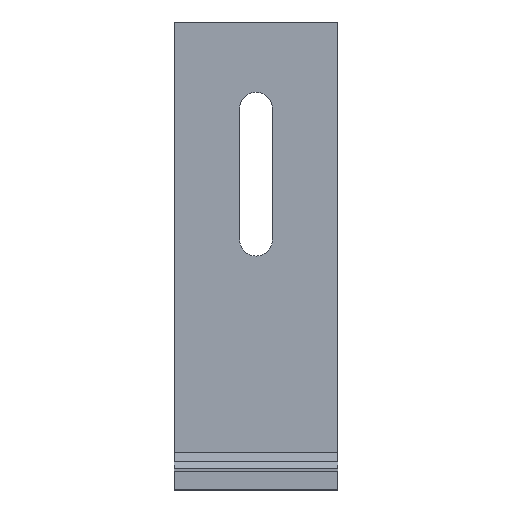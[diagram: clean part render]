
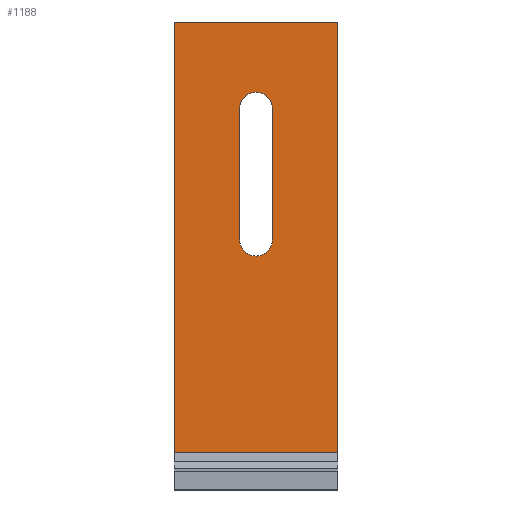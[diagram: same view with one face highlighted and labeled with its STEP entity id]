
A CAD part, top view. The second image highlights one B-rep face of the part: STEP entity #1188.
In plain terms, the highlighted planar face has unit normal (0, 0, 1).
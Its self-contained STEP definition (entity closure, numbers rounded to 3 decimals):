
#44 = PLANE('',#45);
#45 = AXIS2_PLACEMENT_3D('',#46,#47,#48);
#46 = CARTESIAN_POINT('',(465.,2039.935,10.768));
#47 = DIRECTION('',(-1.,0.,0.));
#48 = DIRECTION('',(0.,1.,-0.));
#72 = PLANE('',#73);
#73 = AXIS2_PLACEMENT_3D('',#74,#75,#76);
#74 = CARTESIAN_POINT('',(500.,2200.,4.));
#75 = DIRECTION('',(0.,1.,0.));
#76 = DIRECTION('',(-1.,0.,0.));
#100 = PLANE('',#101);
#101 = AXIS2_PLACEMENT_3D('',#102,#103,#104);
#102 = CARTESIAN_POINT('',(535.,2039.935,10.768));
#103 = DIRECTION('',(1.,0.,0.));
#104 = DIRECTION('',(0.,-1.,0.));
#158 = PLANE('',#159);
#159 = AXIS2_PLACEMENT_3D('',#160,#161,#162);
#160 = CARTESIAN_POINT('',(493.,2163.,8.1));
#161 = DIRECTION('',(-1.,0.,0.));
#162 = DIRECTION('',(0.,-1.,0.));
#191 = CYLINDRICAL_SURFACE('',#192,7.);
#192 = AXIS2_PLACEMENT_3D('',#193,#194,#195);
#193 = CARTESIAN_POINT('',(500.,2107.,8.1));
#194 = DIRECTION('',(0.,0.,1.));
#195 = DIRECTION('',(-1.,0.,0.));
#218 = PLANE('',#219);
#219 = AXIS2_PLACEMENT_3D('',#220,#221,#222);
#220 = CARTESIAN_POINT('',(507.,2107.,8.1));
#221 = DIRECTION('',(1.,0.,0.));
#222 = DIRECTION('',(0.,1.,0.));
#249 = CYLINDRICAL_SURFACE('',#250,7.);
#250 = AXIS2_PLACEMENT_3D('',#251,#252,#253);
#251 = CARTESIAN_POINT('',(500.,2163.,8.1));
#252 = DIRECTION('',(0.,0.,1.));
#253 = DIRECTION('',(1.,0.,0.));
#350 = VERTEX_POINT('',#351);
#351 = CARTESIAN_POINT('',(465.,2016.,8.));
#365 = PLANE('',#366);
#366 = AXIS2_PLACEMENT_3D('',#367,#368,#369);
#367 = CARTESIAN_POINT('',(500.,2014.,8.536));
#368 = DIRECTION('',(0.,0.259,0.966));
#369 = DIRECTION('',(0.,0.966,-0.259));
#377 = EDGE_CURVE('',#378,#350,#380,.T.);
#378 = VERTEX_POINT('',#379);
#379 = CARTESIAN_POINT('',(465.,2200.,8.));
#380 = SURFACE_CURVE('',#381,(#385,#392),.PCURVE_S1.);
#381 = LINE('',#382,#383);
#382 = CARTESIAN_POINT('',(465.,2200.,8.));
#383 = VECTOR('',#384,1.);
#384 = DIRECTION('',(0.,-1.,0.));
#385 = PCURVE('',#44,#386);
#386 = DEFINITIONAL_REPRESENTATION('',(#387),#391);
#387 = LINE('',#388,#389);
#388 = CARTESIAN_POINT('',(160.065,2.768));
#389 = VECTOR('',#390,1.);
#390 = DIRECTION('',(-1.,0.));
#391 = ( GEOMETRIC_REPRESENTATION_CONTEXT(2) 
PARAMETRIC_REPRESENTATION_CONTEXT() REPRESENTATION_CONTEXT('2D SPACE',''
  ) );
#392 = PCURVE('',#393,#398);
#393 = PLANE('',#394);
#394 = AXIS2_PLACEMENT_3D('',#395,#396,#397);
#395 = CARTESIAN_POINT('',(500.,2108.,8.));
#396 = DIRECTION('',(0.,0.,1.));
#397 = DIRECTION('',(0.,1.,0.));
#398 = DEFINITIONAL_REPRESENTATION('',(#399),#403);
#399 = LINE('',#400,#401);
#400 = CARTESIAN_POINT('',(92.,35.));
#401 = VECTOR('',#402,1.);
#402 = DIRECTION('',(-1.,0.));
#403 = ( GEOMETRIC_REPRESENTATION_CONTEXT(2) 
PARAMETRIC_REPRESENTATION_CONTEXT() REPRESENTATION_CONTEXT('2D SPACE',''
  ) );
#564 = EDGE_CURVE('',#565,#378,#567,.T.);
#565 = VERTEX_POINT('',#566);
#566 = CARTESIAN_POINT('',(535.,2200.,8.));
#567 = SURFACE_CURVE('',#568,(#572,#579),.PCURVE_S1.);
#568 = LINE('',#569,#570);
#569 = CARTESIAN_POINT('',(535.,2200.,8.));
#570 = VECTOR('',#571,1.);
#571 = DIRECTION('',(-1.,0.,0.));
#572 = PCURVE('',#72,#573);
#573 = DEFINITIONAL_REPRESENTATION('',(#574),#578);
#574 = LINE('',#575,#576);
#575 = CARTESIAN_POINT('',(-35.,4.));
#576 = VECTOR('',#577,1.);
#577 = DIRECTION('',(1.,0.));
#578 = ( GEOMETRIC_REPRESENTATION_CONTEXT(2) 
PARAMETRIC_REPRESENTATION_CONTEXT() REPRESENTATION_CONTEXT('2D SPACE',''
  ) );
#579 = PCURVE('',#393,#580);
#580 = DEFINITIONAL_REPRESENTATION('',(#581),#585);
#581 = LINE('',#582,#583);
#582 = CARTESIAN_POINT('',(92.,-35.));
#583 = VECTOR('',#584,1.);
#584 = DIRECTION('',(-0.,1.));
#585 = ( GEOMETRIC_REPRESENTATION_CONTEXT(2) 
PARAMETRIC_REPRESENTATION_CONTEXT() REPRESENTATION_CONTEXT('2D SPACE',''
  ) );
#733 = EDGE_CURVE('',#565,#734,#736,.T.);
#734 = VERTEX_POINT('',#735);
#735 = CARTESIAN_POINT('',(535.,2016.,8.));
#736 = SURFACE_CURVE('',#737,(#741,#748),.PCURVE_S1.);
#737 = LINE('',#738,#739);
#738 = CARTESIAN_POINT('',(535.,2200.,8.));
#739 = VECTOR('',#740,1.);
#740 = DIRECTION('',(0.,-1.,0.));
#741 = PCURVE('',#100,#742);
#742 = DEFINITIONAL_REPRESENTATION('',(#743),#747);
#743 = LINE('',#744,#745);
#744 = CARTESIAN_POINT('',(-160.065,2.768));
#745 = VECTOR('',#746,1.);
#746 = DIRECTION('',(1.,0.));
#747 = ( GEOMETRIC_REPRESENTATION_CONTEXT(2) 
PARAMETRIC_REPRESENTATION_CONTEXT() REPRESENTATION_CONTEXT('2D SPACE',''
  ) );
#748 = PCURVE('',#393,#749);
#749 = DEFINITIONAL_REPRESENTATION('',(#750),#754);
#750 = LINE('',#751,#752);
#751 = CARTESIAN_POINT('',(92.,-35.));
#752 = VECTOR('',#753,1.);
#753 = DIRECTION('',(-1.,0.));
#754 = ( GEOMETRIC_REPRESENTATION_CONTEXT(2) 
PARAMETRIC_REPRESENTATION_CONTEXT() REPRESENTATION_CONTEXT('2D SPACE',''
  ) );
#872 = EDGE_CURVE('',#873,#875,#877,.T.);
#873 = VERTEX_POINT('',#874);
#874 = CARTESIAN_POINT('',(493.,2163.,8.));
#875 = VERTEX_POINT('',#876);
#876 = CARTESIAN_POINT('',(493.,2107.,8.));
#877 = SURFACE_CURVE('',#878,(#882,#889),.PCURVE_S1.);
#878 = LINE('',#879,#880);
#879 = CARTESIAN_POINT('',(493.,2135.5,8.));
#880 = VECTOR('',#881,1.);
#881 = DIRECTION('',(0.,-1.,0.));
#882 = PCURVE('',#158,#883);
#883 = DEFINITIONAL_REPRESENTATION('',(#884),#888);
#884 = LINE('',#885,#886);
#885 = CARTESIAN_POINT('',(27.5,-0.1));
#886 = VECTOR('',#887,1.);
#887 = DIRECTION('',(1.,0.));
#888 = ( GEOMETRIC_REPRESENTATION_CONTEXT(2) 
PARAMETRIC_REPRESENTATION_CONTEXT() REPRESENTATION_CONTEXT('2D SPACE',''
  ) );
#889 = PCURVE('',#393,#890);
#890 = DEFINITIONAL_REPRESENTATION('',(#891),#895);
#891 = LINE('',#892,#893);
#892 = CARTESIAN_POINT('',(27.5,7.));
#893 = VECTOR('',#894,1.);
#894 = DIRECTION('',(-1.,0.));
#895 = ( GEOMETRIC_REPRESENTATION_CONTEXT(2) 
PARAMETRIC_REPRESENTATION_CONTEXT() REPRESENTATION_CONTEXT('2D SPACE',''
  ) );
#941 = EDGE_CURVE('',#942,#873,#944,.T.);
#942 = VERTEX_POINT('',#943);
#943 = CARTESIAN_POINT('',(507.,2163.,8.));
#944 = SURFACE_CURVE('',#945,(#950,#956),.PCURVE_S1.);
#945 = CIRCLE('',#946,7.);
#946 = AXIS2_PLACEMENT_3D('',#947,#948,#949);
#947 = CARTESIAN_POINT('',(500.,2163.,8.));
#948 = DIRECTION('',(0.,0.,1.));
#949 = DIRECTION('',(1.,0.,0.));
#950 = PCURVE('',#249,#951);
#951 = DEFINITIONAL_REPRESENTATION('',(#952),#955);
#952 = B_SPLINE_CURVE_WITH_KNOTS('',1,(#953,#954),.UNSPECIFIED.,.F.,.F.,
  (2,2),(0.,3.142),.PIECEWISE_BEZIER_KNOTS.);
#953 = CARTESIAN_POINT('',(-6.283,-0.1));
#954 = CARTESIAN_POINT('',(-3.142,-0.1));
#955 = ( GEOMETRIC_REPRESENTATION_CONTEXT(2) 
PARAMETRIC_REPRESENTATION_CONTEXT() REPRESENTATION_CONTEXT('2D SPACE',''
  ) );
#956 = PCURVE('',#393,#957);
#957 = DEFINITIONAL_REPRESENTATION('',(#958),#962);
#958 = CIRCLE('',#959,7.);
#959 = AXIS2_PLACEMENT_2D('',#960,#961);
#960 = CARTESIAN_POINT('',(55.,0.));
#961 = DIRECTION('',(0.,-1.));
#962 = ( GEOMETRIC_REPRESENTATION_CONTEXT(2) 
PARAMETRIC_REPRESENTATION_CONTEXT() REPRESENTATION_CONTEXT('2D SPACE',''
  ) );
#989 = EDGE_CURVE('',#990,#942,#992,.T.);
#990 = VERTEX_POINT('',#991);
#991 = CARTESIAN_POINT('',(507.,2107.,8.));
#992 = SURFACE_CURVE('',#993,(#997,#1004),.PCURVE_S1.);
#993 = LINE('',#994,#995);
#994 = CARTESIAN_POINT('',(507.,2107.5,8.));
#995 = VECTOR('',#996,1.);
#996 = DIRECTION('',(0.,1.,0.));
#997 = PCURVE('',#218,#998);
#998 = DEFINITIONAL_REPRESENTATION('',(#999),#1003);
#999 = LINE('',#1000,#1001);
#1000 = CARTESIAN_POINT('',(0.5,-0.1));
#1001 = VECTOR('',#1002,1.);
#1002 = DIRECTION('',(1.,0.));
#1003 = ( GEOMETRIC_REPRESENTATION_CONTEXT(2) 
PARAMETRIC_REPRESENTATION_CONTEXT() REPRESENTATION_CONTEXT('2D SPACE',''
  ) );
#1004 = PCURVE('',#393,#1005);
#1005 = DEFINITIONAL_REPRESENTATION('',(#1006),#1010);
#1006 = LINE('',#1007,#1008);
#1007 = CARTESIAN_POINT('',(-0.5,-7.));
#1008 = VECTOR('',#1009,1.);
#1009 = DIRECTION('',(1.,0.));
#1010 = ( GEOMETRIC_REPRESENTATION_CONTEXT(2) 
PARAMETRIC_REPRESENTATION_CONTEXT() REPRESENTATION_CONTEXT('2D SPACE',''
  ) );
#1037 = EDGE_CURVE('',#875,#990,#1038,.T.);
#1038 = SURFACE_CURVE('',#1039,(#1044,#1050),.PCURVE_S1.);
#1039 = CIRCLE('',#1040,7.);
#1040 = AXIS2_PLACEMENT_3D('',#1041,#1042,#1043);
#1041 = CARTESIAN_POINT('',(500.,2107.,8.));
#1042 = DIRECTION('',(0.,0.,1.));
#1043 = DIRECTION('',(-1.,0.,0.));
#1044 = PCURVE('',#191,#1045);
#1045 = DEFINITIONAL_REPRESENTATION('',(#1046),#1049);
#1046 = B_SPLINE_CURVE_WITH_KNOTS('',1,(#1047,#1048),.UNSPECIFIED.,.F.,
  .F.,(2,2),(0.,3.142),.PIECEWISE_BEZIER_KNOTS.);
#1047 = CARTESIAN_POINT('',(-6.283,-0.1));
#1048 = CARTESIAN_POINT('',(-3.142,-0.1));
#1049 = ( GEOMETRIC_REPRESENTATION_CONTEXT(2) 
PARAMETRIC_REPRESENTATION_CONTEXT() REPRESENTATION_CONTEXT('2D SPACE',''
  ) );
#1050 = PCURVE('',#393,#1051);
#1051 = DEFINITIONAL_REPRESENTATION('',(#1052),#1056);
#1052 = CIRCLE('',#1053,7.);
#1053 = AXIS2_PLACEMENT_2D('',#1054,#1055);
#1054 = CARTESIAN_POINT('',(-1.,0.));
#1055 = DIRECTION('',(-0.,1.));
#1056 = ( GEOMETRIC_REPRESENTATION_CONTEXT(2) 
PARAMETRIC_REPRESENTATION_CONTEXT() REPRESENTATION_CONTEXT('2D SPACE',''
  ) );
#1166 = EDGE_CURVE('',#350,#734,#1167,.T.);
#1167 = SURFACE_CURVE('',#1168,(#1172,#1179),.PCURVE_S1.);
#1168 = LINE('',#1169,#1170);
#1169 = CARTESIAN_POINT('',(465.,2016.,8.));
#1170 = VECTOR('',#1171,1.);
#1171 = DIRECTION('',(1.,0.,0.));
#1172 = PCURVE('',#365,#1173);
#1173 = DEFINITIONAL_REPRESENTATION('',(#1174),#1178);
#1174 = LINE('',#1175,#1176);
#1175 = CARTESIAN_POINT('',(2.071,35.));
#1176 = VECTOR('',#1177,1.);
#1177 = DIRECTION('',(0.,-1.));
#1178 = ( GEOMETRIC_REPRESENTATION_CONTEXT(2) 
PARAMETRIC_REPRESENTATION_CONTEXT() REPRESENTATION_CONTEXT('2D SPACE',''
  ) );
#1179 = PCURVE('',#393,#1180);
#1180 = DEFINITIONAL_REPRESENTATION('',(#1181),#1185);
#1181 = LINE('',#1182,#1183);
#1182 = CARTESIAN_POINT('',(-92.,35.));
#1183 = VECTOR('',#1184,1.);
#1184 = DIRECTION('',(0.,-1.));
#1185 = ( GEOMETRIC_REPRESENTATION_CONTEXT(2) 
PARAMETRIC_REPRESENTATION_CONTEXT() REPRESENTATION_CONTEXT('2D SPACE',''
  ) );
#1188 = ADVANCED_FACE('',(#1189,#1195),#393,.T.);
#1189 = FACE_BOUND('',#1190,.T.);
#1190 = EDGE_LOOP('',(#1191,#1192,#1193,#1194));
#1191 = ORIENTED_EDGE('',*,*,#733,.F.);
#1192 = ORIENTED_EDGE('',*,*,#564,.T.);
#1193 = ORIENTED_EDGE('',*,*,#377,.T.);
#1194 = ORIENTED_EDGE('',*,*,#1166,.T.);
#1195 = FACE_BOUND('',#1196,.T.);
#1196 = EDGE_LOOP('',(#1197,#1198,#1199,#1200));
#1197 = ORIENTED_EDGE('',*,*,#872,.F.);
#1198 = ORIENTED_EDGE('',*,*,#941,.F.);
#1199 = ORIENTED_EDGE('',*,*,#989,.F.);
#1200 = ORIENTED_EDGE('',*,*,#1037,.F.);
